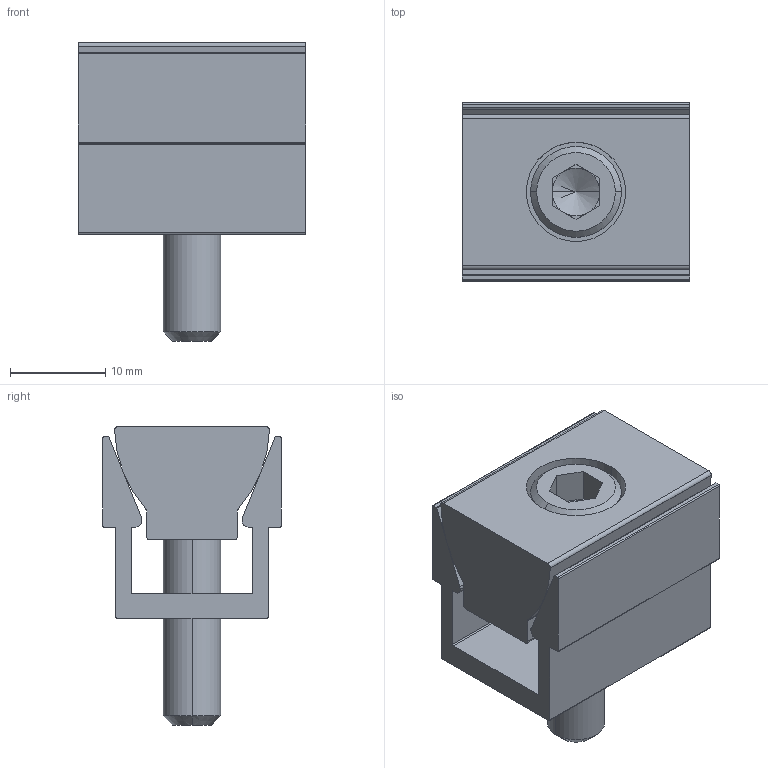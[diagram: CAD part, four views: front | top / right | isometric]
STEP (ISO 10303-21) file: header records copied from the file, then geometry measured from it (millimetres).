
FILE_DESCRIPTION (( 'STEP AP203' ), '1' );
FILE_NAME ('mbde06.STEP', '2021-10-26T02:37:48', ( '' ), ( '' ), 'SwSTEP 2.0', 'SolidWorks 2020', '' );
FILE_SCHEMA (( 'CONFIG_CONTROL_DESIGN' ));
Length unit declared in the file: millimetre
Products named in the file (4): mbde06_01; mbde06_02; mbde06_03; mbde06
Assembly tree (3 placements, depth 2):
  mbde06
    mbde06_01
    mbde06_02
    mbde06_03
Bounding box: 23.88 x 18.67 x 31.35 mm (x, y, z)
Volume: 6563.2 mm3; surface area: 5348.7 mm2
Topology: 3 solids, 3 shells, 80 faces, 204 edges, 131 vertices
Faces by surface type: plane 40, cylinder 34, cone 6
Entity records: 2838 total; most frequent: DIRECTION 452, CARTESIAN_POINT 419, ORIENTED_EDGE 404, EDGE_CURVE 202, AXIS2_PLACEMENT_3D 164, VERTEX_POINT 131, VECTOR 124, LINE 124
